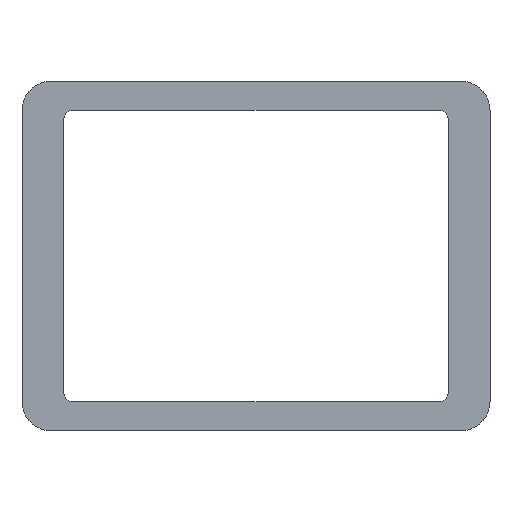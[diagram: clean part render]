
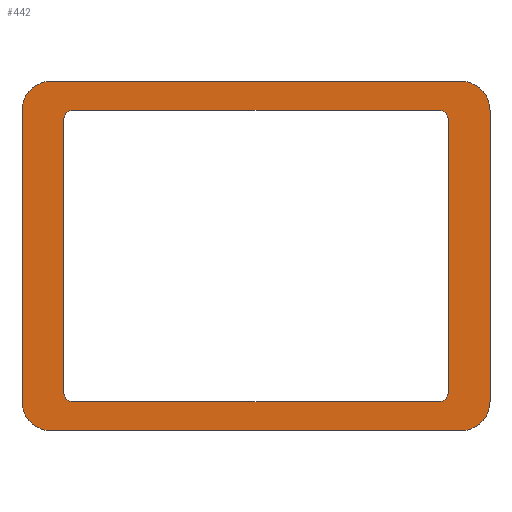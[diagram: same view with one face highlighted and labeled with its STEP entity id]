
A CAD part, front view. The second image highlights one B-rep face of the part: STEP entity #442.
In plain terms, the highlighted planar face has unit normal (0, -1, 0).
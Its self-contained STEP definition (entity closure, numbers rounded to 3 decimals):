
#2 = CARTESIAN_POINT ( 'NONE',  ( -20.15, 4.1, 16. ) ) ;
#4 = EDGE_CURVE ( 'NONE', #95, #137, #63, .T. ) ;
#6 = CARTESIAN_POINT ( 'NONE',  ( 22.5, 4.1, 19.2 ) ) ;
#9 = CARTESIAN_POINT ( 'NONE',  ( 22.5, 4.1, -16. ) ) ;
#10 = CARTESIAN_POINT ( 'NONE',  ( 22.5, 4.1, 19.2 ) ) ;
#12 = LINE ( 'NONE', #10, #216 ) ;
#15 = VECTOR ( 'NONE', #594, 1000. ) ;
#20 = CARTESIAN_POINT ( 'NONE',  ( -22.5, 4.1, -16. ) ) ;
#21 = CARTESIAN_POINT ( 'NONE',  ( 22.5, 4.1, -16. ) ) ;
#22 = VERTEX_POINT ( 'NONE', #302 ) ;
#23 = CARTESIAN_POINT ( 'NONE',  ( -21.1, 4.1, -15.05 ) ) ;
#30 = DIRECTION ( 'NONE',  ( 0., 1., 0. ) ) ;
#31 = VERTEX_POINT ( 'NONE', #386 ) ;
#34 = EDGE_CURVE ( 'NONE', #602, #22, #66, .T. ) ;
#35 = VERTEX_POINT ( 'NONE', #290 ) ;
#54 = EDGE_CURVE ( 'NONE', #31, #373, #12, .T. ) ;
#58 = AXIS2_PLACEMENT_3D ( 'NONE', #339, #295, #488 ) ;
#60 = VECTOR ( 'NONE', #540, 1000. ) ;
#63 = LINE ( 'NONE', #154, #236 ) ;
#66 = LINE ( 'NONE', #485, #557 ) ;
#67 = FACE_BOUND ( 'NONE', #565, .T. ) ;
#68 = AXIS2_PLACEMENT_3D ( 'NONE', #21, #30, #404 ) ;
#82 = VERTEX_POINT ( 'NONE', #152 ) ;
#87 = CARTESIAN_POINT ( 'NONE',  ( 22.5, 4.1, -19.2 ) ) ;
#95 = VERTEX_POINT ( 'NONE', #2 ) ;
#96 = EDGE_CURVE ( 'NONE', #135, #374, #345, .T. ) ;
#98 = CARTESIAN_POINT ( 'NONE',  ( -25.7, 4.1, -16. ) ) ;
#100 = VECTOR ( 'NONE', #332, 1000. ) ;
#108 = DIRECTION ( 'NONE',  ( 0., 1., 0. ) ) ;
#113 = DIRECTION ( 'NONE',  ( 1., 0., 0. ) ) ;
#116 = ORIENTED_EDGE ( 'NONE', *, *, #450, .T. ) ;
#119 = FACE_OUTER_BOUND ( 'NONE', #525, .T. ) ;
#126 = ORIENTED_EDGE ( 'NONE', *, *, #4, .T. ) ;
#130 = CIRCLE ( 'NONE', #68, 3.2 ) ;
#131 = CARTESIAN_POINT ( 'NONE',  ( 22.5, 4.1, 16. ) ) ;
#135 = VERTEX_POINT ( 'NONE', #210 ) ;
#137 = VERTEX_POINT ( 'NONE', #449 ) ;
#141 = ORIENTED_EDGE ( 'NONE', *, *, #563, .T. ) ;
#147 = CIRCLE ( 'NONE', #495, 3.2 ) ;
#148 = AXIS2_PLACEMENT_3D ( 'NONE', #507, #269, #362 ) ;
#151 = CARTESIAN_POINT ( 'NONE',  ( 20.15, 4.1, -15.05 ) ) ;
#152 = CARTESIAN_POINT ( 'NONE',  ( -21.1, 4.1, 15.05 ) ) ;
#154 = CARTESIAN_POINT ( 'NONE',  ( 20.15, 4.1, 16. ) ) ;
#157 = DIRECTION ( 'NONE',  ( 0., 1., 0. ) ) ;
#169 = ORIENTED_EDGE ( 'NONE', *, *, #232, .F. ) ;
#183 = CARTESIAN_POINT ( 'NONE',  ( 21.1, 4.1, -15.05 ) ) ;
#191 = DIRECTION ( 'NONE',  ( 0., 0., 1. ) ) ;
#199 = DIRECTION ( 'NONE',  ( 0., 0., 1. ) ) ;
#200 = EDGE_CURVE ( 'NONE', #405, #602, #130, .T. ) ;
#202 = LINE ( 'NONE', #259, #60 ) ;
#210 = CARTESIAN_POINT ( 'NONE',  ( -20.15, 4.1, -16. ) ) ;
#214 = ORIENTED_EDGE ( 'NONE', *, *, #311, .F. ) ;
#216 = VECTOR ( 'NONE', #113, 1000. ) ;
#220 = CARTESIAN_POINT ( 'NONE',  ( -25.7, 4.1, 16. ) ) ;
#229 = AXIS2_PLACEMENT_3D ( 'NONE', #20, #157, #348 ) ;
#232 = EDGE_CURVE ( 'NONE', #373, #35, #487, .T. ) ;
#234 = ORIENTED_EDGE ( 'NONE', *, *, #462, .F. ) ;
#235 = CARTESIAN_POINT ( 'NONE',  ( 20.15, 4.1, -16. ) ) ;
#236 = VECTOR ( 'NONE', #534, 1000. ) ;
#238 = DIRECTION ( 'NONE',  ( 0., 1., 0. ) ) ;
#246 = EDGE_CURVE ( 'NONE', #82, #95, #254, .T. ) ;
#249 = PLANE ( 'NONE',  #457 ) ;
#254 = CIRCLE ( 'NONE', #353, 0.95 ) ;
#259 = CARTESIAN_POINT ( 'NONE',  ( 20.15, 4.1, -16. ) ) ;
#261 = ORIENTED_EDGE ( 'NONE', *, *, #266, .T. ) ;
#265 = CARTESIAN_POINT ( 'NONE',  ( -25.7, 4.1, -16. ) ) ;
#266 = EDGE_CURVE ( 'NONE', #137, #589, #366, .T. ) ;
#268 = CIRCLE ( 'NONE', #229, 3.2 ) ;
#269 = DIRECTION ( 'NONE',  ( 0., 1., 0. ) ) ;
#278 = LINE ( 'NONE', #23, #15 ) ;
#290 = CARTESIAN_POINT ( 'NONE',  ( 25.7, 4.1, 16. ) ) ;
#291 = DIRECTION ( 'NONE',  ( 0., 0., 1. ) ) ;
#293 = EDGE_CURVE ( 'NONE', #564, #532, #294, .T. ) ;
#294 = LINE ( 'NONE', #98, #100 ) ;
#295 = DIRECTION ( 'NONE',  ( 0., 1., 0. ) ) ;
#301 = EDGE_CURVE ( 'NONE', #35, #405, #617, .T. ) ;
#302 = CARTESIAN_POINT ( 'NONE',  ( -22.5, 4.1, -19.2 ) ) ;
#304 = EDGE_CURVE ( 'NONE', #589, #618, #574, .T. ) ;
#306 = VECTOR ( 'NONE', #388, 1000. ) ;
#311 = EDGE_CURVE ( 'NONE', #532, #31, #147, .T. ) ;
#329 = VERTEX_POINT ( 'NONE', #235 ) ;
#332 = DIRECTION ( 'NONE',  ( 0., 0., 1. ) ) ;
#338 = EDGE_CURVE ( 'NONE', #618, #329, #437, .T. ) ;
#339 = CARTESIAN_POINT ( 'NONE',  ( -20.15, 4.1, -15.05 ) ) ;
#340 = CARTESIAN_POINT ( 'NONE',  ( -22.5, 4.1, 16. ) ) ;
#345 = CIRCLE ( 'NONE', #58, 0.95 ) ;
#348 = DIRECTION ( 'NONE',  ( 0., 0., 1. ) ) ;
#350 = CARTESIAN_POINT ( 'NONE',  ( 25.7, 4.1, -16. ) ) ;
#353 = AXIS2_PLACEMENT_3D ( 'NONE', #356, #410, #598 ) ;
#356 = CARTESIAN_POINT ( 'NONE',  ( -20.15, 4.1, 15.05 ) ) ;
#362 = DIRECTION ( 'NONE',  ( 0., 0., 1. ) ) ;
#366 = CIRCLE ( 'NONE', #148, 0.95 ) ;
#370 = CARTESIAN_POINT ( 'NONE',  ( 21.1, 4.1, 15.05 ) ) ;
#373 = VERTEX_POINT ( 'NONE', #6 ) ;
#374 = VERTEX_POINT ( 'NONE', #433 ) ;
#386 = CARTESIAN_POINT ( 'NONE',  ( -22.5, 4.1, 19.2 ) ) ;
#388 = DIRECTION ( 'NONE',  ( 0., 0., -1. ) ) ;
#404 = DIRECTION ( 'NONE',  ( 0., 0., 1. ) ) ;
#405 = VERTEX_POINT ( 'NONE', #350 ) ;
#410 = DIRECTION ( 'NONE',  ( 0., 1., 0. ) ) ;
#433 = CARTESIAN_POINT ( 'NONE',  ( -21.1, 4.1, -15.05 ) ) ;
#436 = DIRECTION ( 'NONE',  ( 0., 0., -1. ) ) ;
#437 = CIRCLE ( 'NONE', #456, 0.95 ) ;
#441 = DIRECTION ( 'NONE',  ( 0., 1., 0. ) ) ;
#442 = ADVANCED_FACE ( 'NONE', ( #67, #119 ), #249, .F. ) ;
#446 = VECTOR ( 'NONE', #436, 1000. ) ;
#449 = CARTESIAN_POINT ( 'NONE',  ( 20.15, 4.1, 16. ) ) ;
#450 = EDGE_CURVE ( 'NONE', #329, #135, #202, .T. ) ;
#453 = ORIENTED_EDGE ( 'NONE', *, *, #54, .F. ) ;
#454 = DIRECTION ( 'NONE',  ( 0., 1., 0. ) ) ;
#456 = AXIS2_PLACEMENT_3D ( 'NONE', #151, #238, #291 ) ;
#457 = AXIS2_PLACEMENT_3D ( 'NONE', #9, #441, #199 ) ;
#462 = EDGE_CURVE ( 'NONE', #22, #564, #268, .T. ) ;
#464 = ORIENTED_EDGE ( 'NONE', *, *, #293, .F. ) ;
#467 = ORIENTED_EDGE ( 'NONE', *, *, #34, .F. ) ;
#485 = CARTESIAN_POINT ( 'NONE',  ( 22.5, 4.1, -19.2 ) ) ;
#487 = CIRCLE ( 'NONE', #573, 3.2 ) ;
#488 = DIRECTION ( 'NONE',  ( 0., 0., 1. ) ) ;
#495 = AXIS2_PLACEMENT_3D ( 'NONE', #340, #108, #191 ) ;
#499 = ORIENTED_EDGE ( 'NONE', *, *, #338, .T. ) ;
#502 = ORIENTED_EDGE ( 'NONE', *, *, #246, .T. ) ;
#507 = CARTESIAN_POINT ( 'NONE',  ( 20.15, 4.1, 15.05 ) ) ;
#525 = EDGE_LOOP ( 'NONE', ( #572, #607, #169, #453, #214, #464, #234, #467 ) ) ;
#527 = CARTESIAN_POINT ( 'NONE',  ( 25.7, 4.1, -16. ) ) ;
#532 = VERTEX_POINT ( 'NONE', #220 ) ;
#534 = DIRECTION ( 'NONE',  ( 1., 0., 0. ) ) ;
#540 = DIRECTION ( 'NONE',  ( -1., 0., 0. ) ) ;
#549 = ORIENTED_EDGE ( 'NONE', *, *, #96, .T. ) ;
#557 = VECTOR ( 'NONE', #576, 1000. ) ;
#560 = CARTESIAN_POINT ( 'NONE',  ( 21.1, 4.1, -15.05 ) ) ;
#563 = EDGE_CURVE ( 'NONE', #374, #82, #278, .T. ) ;
#564 = VERTEX_POINT ( 'NONE', #265 ) ;
#565 = EDGE_LOOP ( 'NONE', ( #610, #499, #116, #549, #141, #502, #126, #261 ) ) ;
#572 = ORIENTED_EDGE ( 'NONE', *, *, #200, .F. ) ;
#573 = AXIS2_PLACEMENT_3D ( 'NONE', #131, #454, #592 ) ;
#574 = LINE ( 'NONE', #560, #446 ) ;
#576 = DIRECTION ( 'NONE',  ( -1., 0., 0. ) ) ;
#589 = VERTEX_POINT ( 'NONE', #370 ) ;
#592 = DIRECTION ( 'NONE',  ( 0., 0., 1. ) ) ;
#594 = DIRECTION ( 'NONE',  ( 0., 0., 1. ) ) ;
#598 = DIRECTION ( 'NONE',  ( 0., 0., 1. ) ) ;
#602 = VERTEX_POINT ( 'NONE', #87 ) ;
#607 = ORIENTED_EDGE ( 'NONE', *, *, #301, .F. ) ;
#610 = ORIENTED_EDGE ( 'NONE', *, *, #304, .T. ) ;
#617 = LINE ( 'NONE', #527, #306 ) ;
#618 = VERTEX_POINT ( 'NONE', #183 ) ;
